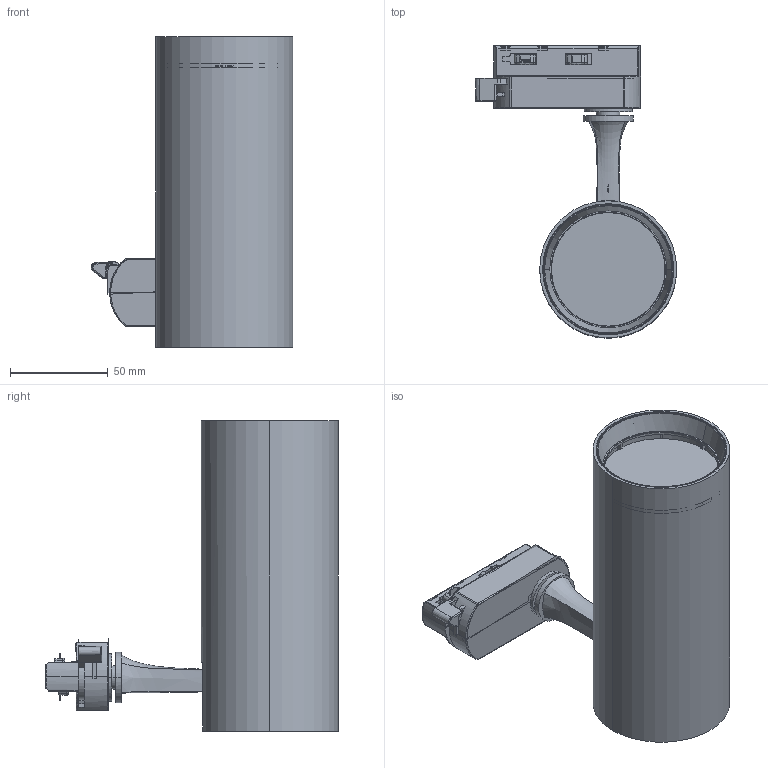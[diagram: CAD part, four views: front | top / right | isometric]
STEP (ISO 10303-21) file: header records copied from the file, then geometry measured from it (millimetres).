
FILE_DESCRIPTION (( 'STEP AP214' ), '1' );
FILE_NAME ('dtzj_asm70.STEP', '2020-05-29T03:12:46', ( '微软用户' ), ( '微软中国' ), 'SwSTEP 2.0', 'SolidWorks 2017', '' );
FILE_SCHEMA (( 'AUTOMOTIVE_DESIGN' ));
Length unit declared in the file: millimetre
Products named in the file (21): _____-__A; _____-__2; bi; DYZJ_ASM_1; 3022QD_1; 3022QDHG_1; M5_1; ZJ_1; 55QH_1; TAOJZJ49; 56HG_1; DT_1; ______asm; _____-_ - 萵掛; dtzj_asm70; M3-__-H6; _____-__B_ASM; _____-__B; _____-__A_ASM; _____-___2; _____-__
Assembly tree (24 placements, depth 4):
  dtzj_asm70
    DT_1
    56HG_1
    TAOJZJ49
    55QH_1
    ZJ_1
    M5_1
    DYZJ_ASM_1
      3022QDHG_1
      3022QD_1
    bi
    ______asm
      _____-__2
      _____-__A_ASM
        _____-__A
        _____-__  x2
        _____-___2
      _____-__B_ASM
        _____-__B
        _____-__
        _____-___2
      M3-__-H6  x2
      _____-_ - 萵掛
Bounding box: 102.9 x 149.45 x 158.35 mm (x, y, z)
Volume: 178598.7 mm3; surface area: 205185.3 mm2
Topology: 18 solids, 24 shells, 1877 faces, 5321 edges, 3405 vertices
Faces by surface type: plane 1046, cylinder 556, bspline 174, cone 63, torus 38
Entity records: 61364 total; most frequent: CARTESIAN_POINT 17306, ORIENTED_EDGE 9484, DIRECTION 8630, EDGE_CURVE 4770, VERTEX_POINT 3106, LINE 3064, VECTOR 3064, AXIS2_PLACEMENT_3D 2783
